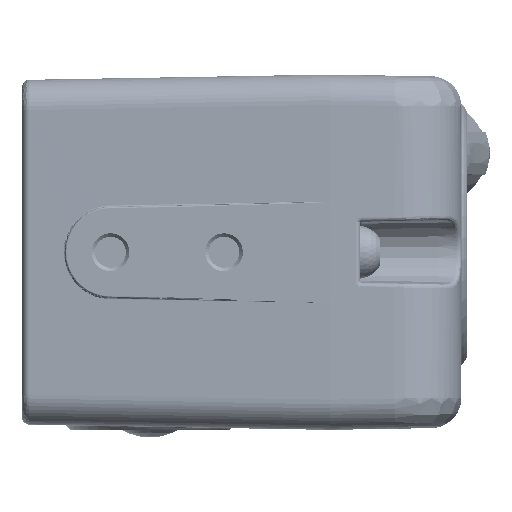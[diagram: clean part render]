
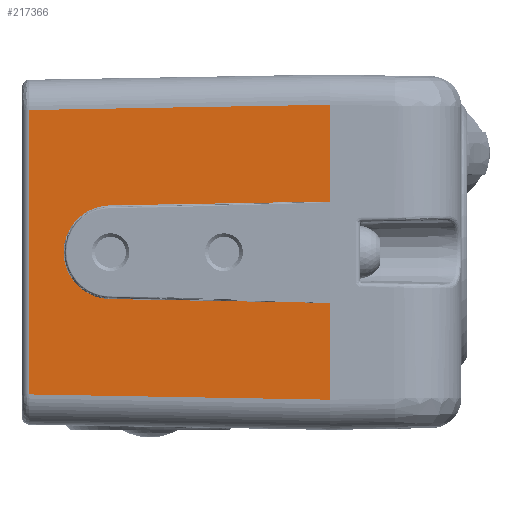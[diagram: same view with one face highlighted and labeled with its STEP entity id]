
A CAD part, left-side view. The second image highlights one B-rep face of the part: STEP entity #217366.
In plain terms, the highlighted planar face has unit normal (-1, 0.018, 0).
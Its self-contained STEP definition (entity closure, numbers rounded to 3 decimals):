
#188202=DIRECTION('',(-0.017,-1.,0.017));
#188203=VECTOR('',#188202,14.556);
#188204=CARTESIAN_POINT('',(-22.446,9.402,
3.1));
#188205=LINE('',#188204,#188203);
#188206=DIRECTION('',(0.017,1.,0.017));
#188207=VECTOR('',#188206,14.556);
#188208=CARTESIAN_POINT('',(-22.7,-5.149,
-3.354));
#188209=LINE('',#188208,#188207);
#188210=DIRECTION('',(0.,0.,1.));
#188211=VECTOR('',#188210,6.396);
#188212=CARTESIAN_POINT('',(-22.7,-5.15,-9.75));
#188213=LINE('',#188212,#188211);
#188214=DIRECTION('',(-0.017,-1.,
-0.017));
#188215=VECTOR('',#188214,19.865);
#188216=CARTESIAN_POINT('',(-22.353,14.709,
-9.404));
#188217=LINE('',#188216,#188215);
#188218=DIRECTION('',(0.017,1.,-0.017));
#188219=VECTOR('',#188218,19.865);
#188220=CARTESIAN_POINT('',(-22.7,-5.15,9.75));
#188221=LINE('',#188220,#188219);
#188222=DIRECTION('',(0.,0.,1.));
#188223=VECTOR('',#188222,6.397);
#188224=CARTESIAN_POINT('',(-22.7,-5.149,
3.354));
#188225=LINE('',#188224,#188223);
#188334=CARTESIAN_POINT('',(-22.447,9.348,0.));
#188335=DIRECTION('',(-1.,0.017,0.));
#188336=DIRECTION('',(0.017,1.,0.));
#188337=AXIS2_PLACEMENT_3D('',#188334,#188335,#188336);
#188339=CARTESIAN_POINT('',(-22.447,9.348,0.));
#188340=DIRECTION('',(-1.,0.017,0.));
#188341=DIRECTION('',(0.,0.018,1.));
#188342=AXIS2_PLACEMENT_3D('',#188339,#188340,#188341);
#188626=DIRECTION('',(0.,0.,1.));
#188627=VECTOR('',#188626,18.807);
#188628=CARTESIAN_POINT('',(-22.353,14.709,
-9.404));
#188629=LINE('',#188628,#188627);
#193422=CARTESIAN_POINT('',(-22.446,9.402,
3.1));
#193423=CARTESIAN_POINT('',(-22.7,-5.149,
3.354));
#193424=VERTEX_POINT('',#193422);
#193425=VERTEX_POINT('',#193423);
#193426=CARTESIAN_POINT('',(-22.7,-5.15,9.75));
#193427=VERTEX_POINT('',#193426);
#193428=CARTESIAN_POINT('',(-22.353,14.709,
9.404));
#193429=VERTEX_POINT('',#193428);
#193430=CARTESIAN_POINT('',(-22.353,14.709,
-9.404));
#193431=VERTEX_POINT('',#193430);
#193432=CARTESIAN_POINT('',(-22.7,-5.15,-9.75));
#193433=VERTEX_POINT('',#193432);
#193434=CARTESIAN_POINT('',(-22.7,-5.149,
-3.354));
#193435=VERTEX_POINT('',#193434);
#193436=CARTESIAN_POINT('',(-22.446,9.402,
-3.1));
#193437=VERTEX_POINT('',#193436);
#193438=CARTESIAN_POINT('',(-22.393,12.448,
0.));
#193439=VERTEX_POINT('',#193438);
#217344=CARTESIAN_POINT('',(-22.7,-5.15,11.75));
#217345=DIRECTION('',(-1.,0.017,0.));
#217346=DIRECTION('',(0.017,1.,0.));
#217347=AXIS2_PLACEMENT_3D('',#217344,#217345,#217346);
#217348=PLANE('',#217347);
#217350=ORIENTED_EDGE('',*,*,#217349,.F.);
#217352=ORIENTED_EDGE('',*,*,#217351,.T.);
#217354=ORIENTED_EDGE('',*,*,#217353,.T.);
#217356=ORIENTED_EDGE('',*,*,#217355,.F.);
#217357=ORIENTED_EDGE('',*,*,#211759,.F.);
#217359=ORIENTED_EDGE('',*,*,#217358,.F.);
#217361=ORIENTED_EDGE('',*,*,#217360,.T.);
#217362=ORIENTED_EDGE('',*,*,#217336,.F.);
#217363=ORIENTED_EDGE('',*,*,#211763,.F.);
#217364=EDGE_LOOP('',(#217350,#217352,#217354,#217356,#217357,#217359,#217361,
#217362,#217363));
#217365=FACE_OUTER_BOUND('',#217364,.F.);
#217366=ADVANCED_FACE('',(#217365),#217348,.T.);
#188338=CIRCLE('',#188337,3.1);
#188343=CIRCLE('',#188342,3.1);
#211759=EDGE_CURVE('',#193433,#193435,#188213,.T.);
#211763=EDGE_CURVE('',#193425,#193427,#188225,.T.);
#217336=EDGE_CURVE('',#193427,#193429,#188221,.T.);
#217349=EDGE_CURVE('',#193424,#193425,#188205,.T.);
#217351=EDGE_CURVE('',#193424,#193439,#188343,.T.);
#217353=EDGE_CURVE('',#193439,#193437,#188338,.T.);
#217355=EDGE_CURVE('',#193435,#193437,#188209,.T.);
#217358=EDGE_CURVE('',#193431,#193433,#188217,.T.);
#217360=EDGE_CURVE('',#193431,#193429,#188629,.T.);
